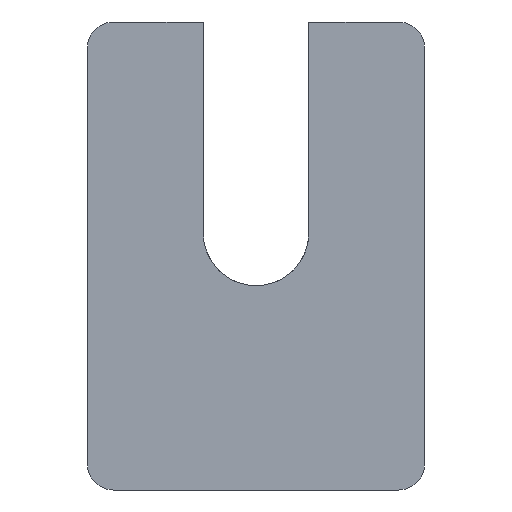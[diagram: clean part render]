
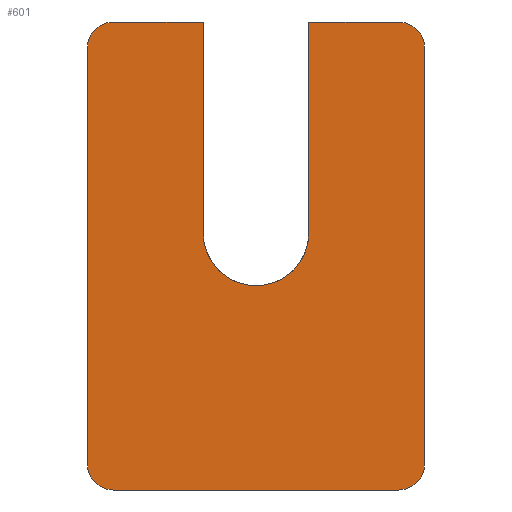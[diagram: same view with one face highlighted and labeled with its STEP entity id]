
A CAD part, front view. The second image highlights one B-rep face of the part: STEP entity #601.
In plain terms, the highlighted planar face has unit normal (0, -1, 0).
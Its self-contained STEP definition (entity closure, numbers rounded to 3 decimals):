
#3 = DIRECTION ( 'NONE',  ( 0., 1., 0. ) ) ;
#36 = DIRECTION ( 'NONE',  ( 0., -1., 0. ) ) ;
#39 = DIRECTION ( 'NONE',  ( 0., -1., 0. ) ) ;
#52 = VERTEX_POINT ( 'NONE', #414 ) ;
#61 = VERTEX_POINT ( 'NONE', #141 ) ;
#62 = VECTOR ( 'NONE', #361, 1000. ) ;
#78 = VERTEX_POINT ( 'NONE', #408 ) ;
#88 = VECTOR ( 'NONE', #614, 1000. ) ;
#91 = LINE ( 'NONE', #223, #62 ) ;
#94 = CARTESIAN_POINT ( 'NONE',  ( -5.4, -4.9, 16.75 ) ) ;
#115 = CARTESIAN_POINT ( 'NONE',  ( -6.4, -4.9, 0. ) ) ;
#117 = ORIENTED_EDGE ( 'NONE', *, *, #249, .T. ) ;
#119 = CARTESIAN_POINT ( 'NONE',  ( -6.4, -4.9, 17.75 ) ) ;
#134 = VERTEX_POINT ( 'NONE', #813 ) ;
#140 = ORIENTED_EDGE ( 'NONE', *, *, #805, .F. ) ;
#141 = CARTESIAN_POINT ( 'NONE',  ( -5.4, -4.9, 17.75 ) ) ;
#144 = VECTOR ( 'NONE', #370, 1000. ) ;
#145 = LINE ( 'NONE', #807, #703 ) ;
#147 = CARTESIAN_POINT ( 'NONE',  ( 5.4, -4.9, 1. ) ) ;
#157 = CARTESIAN_POINT ( 'NONE',  ( 0., -4.9, 7.75 ) ) ;
#190 = VERTEX_POINT ( 'NONE', #640 ) ;
#197 = CARTESIAN_POINT ( 'NONE',  ( -6.4, -4.9, 16.75 ) ) ;
#198 = ORIENTED_EDGE ( 'NONE', *, *, #322, .F. ) ;
#223 = CARTESIAN_POINT ( 'NONE',  ( -2., -4.9, 9.75 ) ) ;
#224 = ORIENTED_EDGE ( 'NONE', *, *, #524, .F. ) ;
#225 = EDGE_CURVE ( 'NONE', #321, #594, #562, .T. ) ;
#235 = AXIS2_PLACEMENT_3D ( 'NONE', #94, #243, #575 ) ;
#243 = DIRECTION ( 'NONE',  ( 0., -1., 0. ) ) ;
#245 = AXIS2_PLACEMENT_3D ( 'NONE', #257, #3, #455 ) ;
#249 = EDGE_CURVE ( 'NONE', #573, #52, #759, .T. ) ;
#257 = CARTESIAN_POINT ( 'NONE',  ( -6.4, -4.9, 17.75 ) ) ;
#260 = EDGE_CURVE ( 'NONE', #134, #263, #710, .T. ) ;
#261 = CIRCLE ( 'NONE', #662, 1. ) ;
#262 = PLANE ( 'NONE',  #245 ) ;
#263 = VERTEX_POINT ( 'NONE', #631 ) ;
#266 = ORIENTED_EDGE ( 'NONE', *, *, #527, .T. ) ;
#270 = CIRCLE ( 'NONE', #490, 1. ) ;
#272 = ORIENTED_EDGE ( 'NONE', *, *, #733, .F. ) ;
#281 = EDGE_CURVE ( 'NONE', #738, #190, #580, .T. ) ;
#285 = DIRECTION ( 'NONE',  ( 0., 0., -1. ) ) ;
#293 = CARTESIAN_POINT ( 'NONE',  ( 5.4, -4.9, 16.75 ) ) ;
#313 = CIRCLE ( 'NONE', #792, 1. ) ;
#314 = DIRECTION ( 'NONE',  ( 0., -1., 0. ) ) ;
#317 = EDGE_CURVE ( 'NONE', #496, #449, #91, .T. ) ;
#321 = VERTEX_POINT ( 'NONE', #550 ) ;
#322 = EDGE_CURVE ( 'NONE', #78, #134, #675, .T. ) ;
#324 = ORIENTED_EDGE ( 'NONE', *, *, #281, .F. ) ;
#327 = FACE_OUTER_BOUND ( 'NONE', #592, .T. ) ;
#361 = DIRECTION ( 'NONE',  ( 0., 0., -1. ) ) ;
#370 = DIRECTION ( 'NONE',  ( 0., 0., -1. ) ) ;
#373 = CIRCLE ( 'NONE', #235, 1. ) ;
#381 = VERTEX_POINT ( 'NONE', #157 ) ;
#384 = DIRECTION ( 'NONE',  ( 1., 0., 0. ) ) ;
#408 = CARTESIAN_POINT ( 'NONE',  ( 2., -4.9, 9.75 ) ) ;
#413 = DIRECTION ( 'NONE',  ( 1., 0., 0. ) ) ;
#414 = CARTESIAN_POINT ( 'NONE',  ( -6.4, -4.9, 1. ) ) ;
#438 = AXIS2_PLACEMENT_3D ( 'NONE', #694, #314, #577 ) ;
#439 = EDGE_CURVE ( 'NONE', #594, #190, #270, .T. ) ;
#444 = AXIS2_PLACEMENT_3D ( 'NONE', #838, #36, #636 ) ;
#449 = VERTEX_POINT ( 'NONE', #835 ) ;
#450 = CARTESIAN_POINT ( 'NONE',  ( -6.4, -4.9, 17.75 ) ) ;
#455 = DIRECTION ( 'NONE',  ( 0., 0., 1. ) ) ;
#460 = DIRECTION ( 'NONE',  ( 0., 0., 1. ) ) ;
#488 = ORIENTED_EDGE ( 'NONE', *, *, #606, .T. ) ;
#490 = AXIS2_PLACEMENT_3D ( 'NONE', #147, #39, #572 ) ;
#495 = DIRECTION ( 'NONE',  ( 0., -1., 0. ) ) ;
#496 = VERTEX_POINT ( 'NONE', #638 ) ;
#524 = EDGE_CURVE ( 'NONE', #381, #78, #806, .T. ) ;
#527 = EDGE_CURVE ( 'NONE', #738, #263, #313, .T. ) ;
#550 = CARTESIAN_POINT ( 'NONE',  ( -5.4, -4.9, 0. ) ) ;
#562 = LINE ( 'NONE', #115, #668 ) ;
#572 = DIRECTION ( 'NONE',  ( 0., 0., 1. ) ) ;
#573 = VERTEX_POINT ( 'NONE', #197 ) ;
#575 = DIRECTION ( 'NONE',  ( 0., 0., 1. ) ) ;
#577 = DIRECTION ( 'NONE',  ( 0., 0., -1. ) ) ;
#580 = LINE ( 'NONE', #843, #794 ) ;
#586 = CARTESIAN_POINT ( 'NONE',  ( -5.4, -4.9, 1. ) ) ;
#592 = EDGE_LOOP ( 'NONE', ( #324, #266, #605, #198, #224, #140, #832, #272, #692, #117, #488, #705, #790 ) ) ;
#594 = VERTEX_POINT ( 'NONE', #782 ) ;
#601 = ADVANCED_FACE ( 'NONE', ( #327 ), #262, .F. ) ;
#605 = ORIENTED_EDGE ( 'NONE', *, *, #260, .F. ) ;
#606 = EDGE_CURVE ( 'NONE', #52, #321, #261, .T. ) ;
#614 = DIRECTION ( 'NONE',  ( 0., 0., 1. ) ) ;
#631 = CARTESIAN_POINT ( 'NONE',  ( 5.4, -4.9, 17.75 ) ) ;
#636 = DIRECTION ( 'NONE',  ( 0., 0., -1. ) ) ;
#638 = CARTESIAN_POINT ( 'NONE',  ( -2., -4.9, 17.75 ) ) ;
#640 = CARTESIAN_POINT ( 'NONE',  ( 6.4, -4.9, 1. ) ) ;
#662 = AXIS2_PLACEMENT_3D ( 'NONE', #586, #715, #460 ) ;
#668 = VECTOR ( 'NONE', #830, 1000. ) ;
#675 = LINE ( 'NONE', #680, #88 ) ;
#677 = CARTESIAN_POINT ( 'NONE',  ( 6.4, -4.9, 16.75 ) ) ;
#680 = CARTESIAN_POINT ( 'NONE',  ( 2., -4.9, 9.75 ) ) ;
#692 = ORIENTED_EDGE ( 'NONE', *, *, #826, .T. ) ;
#694 = CARTESIAN_POINT ( 'NONE',  ( 0., -4.9, 9.75 ) ) ;
#703 = VECTOR ( 'NONE', #413, 1000. ) ;
#705 = ORIENTED_EDGE ( 'NONE', *, *, #225, .T. ) ;
#710 = LINE ( 'NONE', #119, #849 ) ;
#715 = DIRECTION ( 'NONE',  ( 0., -1., 0. ) ) ;
#733 = EDGE_CURVE ( 'NONE', #61, #496, #145, .T. ) ;
#738 = VERTEX_POINT ( 'NONE', #677 ) ;
#759 = LINE ( 'NONE', #450, #144 ) ;
#782 = CARTESIAN_POINT ( 'NONE',  ( 5.4, -4.9, 0. ) ) ;
#790 = ORIENTED_EDGE ( 'NONE', *, *, #439, .T. ) ;
#792 = AXIS2_PLACEMENT_3D ( 'NONE', #293, #495, #822 ) ;
#794 = VECTOR ( 'NONE', #285, 1000. ) ;
#805 = EDGE_CURVE ( 'NONE', #449, #381, #811, .T. ) ;
#806 = CIRCLE ( 'NONE', #438, 2. ) ;
#807 = CARTESIAN_POINT ( 'NONE',  ( -6.4, -4.9, 17.75 ) ) ;
#811 = CIRCLE ( 'NONE', #444, 2. ) ;
#813 = CARTESIAN_POINT ( 'NONE',  ( 2., -4.9, 17.75 ) ) ;
#822 = DIRECTION ( 'NONE',  ( 0., 0., 1. ) ) ;
#826 = EDGE_CURVE ( 'NONE', #61, #573, #373, .T. ) ;
#830 = DIRECTION ( 'NONE',  ( 1., 0., 0. ) ) ;
#832 = ORIENTED_EDGE ( 'NONE', *, *, #317, .F. ) ;
#835 = CARTESIAN_POINT ( 'NONE',  ( -2., -4.9, 9.75 ) ) ;
#838 = CARTESIAN_POINT ( 'NONE',  ( 0., -4.9, 9.75 ) ) ;
#843 = CARTESIAN_POINT ( 'NONE',  ( 6.4, -4.9, 17.75 ) ) ;
#849 = VECTOR ( 'NONE', #384, 1000. ) ;
